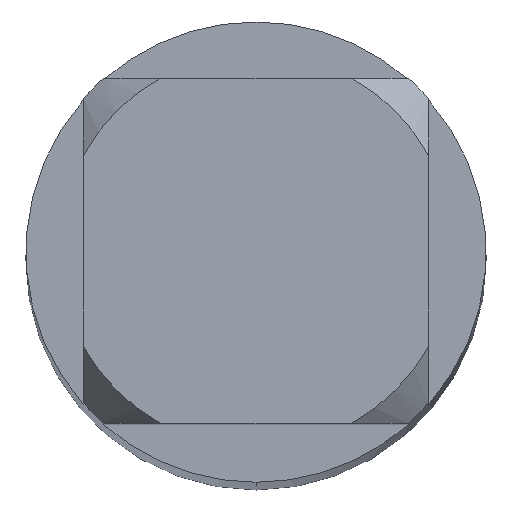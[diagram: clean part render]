
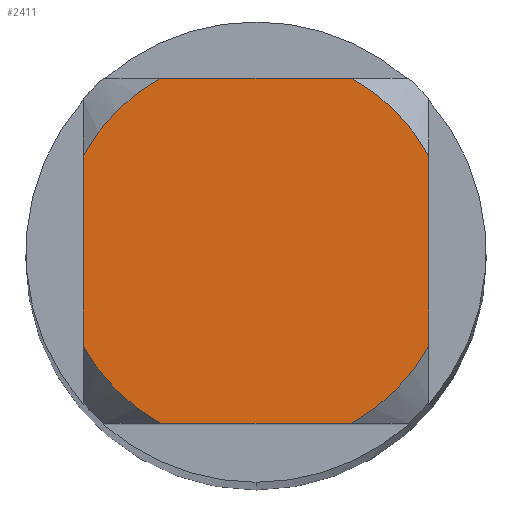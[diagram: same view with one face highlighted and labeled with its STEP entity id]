
A CAD part, top view. The second image highlights one B-rep face of the part: STEP entity #2411.
In plain terms, the highlighted planar face has unit normal (0, 0, 1).
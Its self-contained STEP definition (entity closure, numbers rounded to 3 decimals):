
#1071=EDGE_CURVE('',#2351,#2791,#2987,.T.);
#1203=VERTEX_POINT('',#3132);
#1205=VERTEX_POINT('',#3134);
#1517=VERTEX_POINT('',#3474);
#1837=EDGE_CURVE('',#1203,#2791,#3827,.T.);
#2251=VERTEX_POINT('',#4275);
#2321=EDGE_CURVE('',#1205,#1517,#4351,.T.);
#2341=EDGE_CURVE('',#2251,#1517,#4372,.T.);
#2351=VERTEX_POINT('',#4383);
#2399=VERTEX_POINT('',#4435);
#2411=ADVANCED_FACE('',(#4450),#4451,.T.);
#2453=EDGE_CURVE('',#2251,#2399,#4498,.T.);
#2555=VERTEX_POINT('',#4609);
#2665=EDGE_CURVE('',#2351,#2555,#4727,.T.);
#2749=EDGE_CURVE('',#1205,#2555,#4818,.T.);
#2791=VERTEX_POINT('',#4866);
#2849=EDGE_CURVE('',#1203,#2399,#4929,.T.);
#2987=LINE('',#5179,#5180);
#3132=CARTESIAN_POINT('',(-1.05,0.581,0.0));
#3134=CARTESIAN_POINT('',(1.05,-0.581,0.0));
#3474=CARTESIAN_POINT('',(0.581,-1.05,0.0));
#3827=CIRCLE('',#7459,1.2);
#4275=CARTESIAN_POINT('',(-0.581,-1.05,0.0));
#4351=CIRCLE('',#8684,1.2);
#4372=LINE('',#8722,#8723);
#4383=CARTESIAN_POINT('',(0.581,1.05,0.0));
#4435=CARTESIAN_POINT('',(-1.05,-0.581,0.0));
#4450=FACE_OUTER_BOUND('',#8883,.T.);
#4451=PLANE('',#8884);
#4498=CIRCLE('',#8968,1.2);
#4609=CARTESIAN_POINT('',(1.05,0.581,0.0));
#4727=CIRCLE('',#9562,1.2);
#4818=LINE('',#9783,#9784);
#4866=CARTESIAN_POINT('',(-0.581,1.05,0.0));
#4929=LINE('',#10002,#10003);
#5179=CARTESIAN_POINT('',(0.0,1.05,0.0));
#5180=VECTOR('',#10212,1.0);
#7459=AXIS2_PLACEMENT_3D('',#11182,#11183,#11184);
#8684=AXIS2_PLACEMENT_3D('',#11703,#11704,#11705);
#8722=CARTESIAN_POINT('',(0.0,-1.05,0.0));
#8723=VECTOR('',#11723,1.0);
#8883=EDGE_LOOP('',(#11797,#11798,#11799,#11800,#11801,#11802,#11803,#11804));
#8884=AXIS2_PLACEMENT_3D('',#11805,#11806,#11807);
#8968=AXIS2_PLACEMENT_3D('',#11874,#11875,#11876);
#9562=AXIS2_PLACEMENT_3D('',#12162,#12163,#12164);
#9783=CARTESIAN_POINT('',(1.05,0.3,0.0));
#9784=VECTOR('',#12246,1.0);
#10002=CARTESIAN_POINT('',(-1.05,0.3,0.0));
#10003=VECTOR('',#12377,1.0);
#10212=DIRECTION('',(-1.0,0.0,0.0));
#11182=CARTESIAN_POINT('',(0.0,0.0,0.0));
#11183=DIRECTION('',(0.0,0.0,-1.0));
#11184=DIRECTION('',(0.0,1.0,0.0));
#11703=CARTESIAN_POINT('',(0.0,0.0,0.0));
#11704=DIRECTION('',(0.0,0.0,-1.0));
#11705=DIRECTION('',(0.0,1.0,0.0));
#11723=DIRECTION('',(1.0,0.0,0.0));
#11797=ORIENTED_EDGE('',*,*,#2849,.T.);
#11798=ORIENTED_EDGE('',*,*,#2453,.F.);
#11799=ORIENTED_EDGE('',*,*,#2341,.T.);
#11800=ORIENTED_EDGE('',*,*,#2321,.F.);
#11801=ORIENTED_EDGE('',*,*,#2749,.T.);
#11802=ORIENTED_EDGE('',*,*,#2665,.F.);
#11803=ORIENTED_EDGE('',*,*,#1071,.T.);
#11804=ORIENTED_EDGE('',*,*,#1837,.F.);
#11805=CARTESIAN_POINT('',(0.0,0.6,0.0));
#11806=DIRECTION('',(-0.0,0.0,1.0));
#11807=DIRECTION('',(0.0,-1.0,0.0));
#11874=CARTESIAN_POINT('',(0.0,0.0,0.0));
#11875=DIRECTION('',(0.0,0.0,-1.0));
#11876=DIRECTION('',(0.0,1.0,0.0));
#12162=CARTESIAN_POINT('',(0.0,0.0,0.0));
#12163=DIRECTION('',(0.0,0.0,-1.0));
#12164=DIRECTION('',(0.0,1.0,0.0));
#12246=DIRECTION('',(-0.0,1.0,0.0));
#12377=DIRECTION('',(-0.0,-1.0,0.0));
